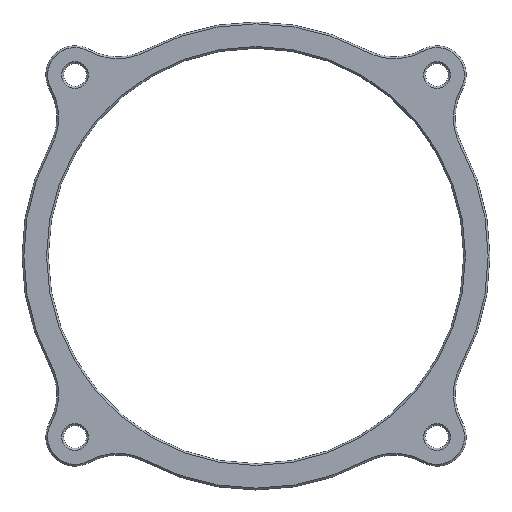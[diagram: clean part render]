
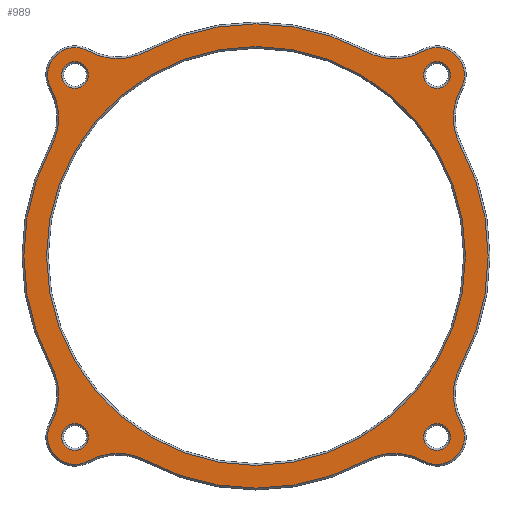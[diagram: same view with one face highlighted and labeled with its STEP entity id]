
A CAD part, top view. The second image highlights one B-rep face of the part: STEP entity #989.
In plain terms, the highlighted planar face has unit normal (0, 0, 1).
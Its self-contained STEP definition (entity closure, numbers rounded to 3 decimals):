
#15=FACE_BOUND('',#138,.T.);
#16=FACE_BOUND('',#139,.T.);
#17=FACE_BOUND('',#140,.T.);
#18=FACE_BOUND('',#141,.T.);
#19=FACE_BOUND('',#142,.T.);
#25=PLANE('',#1108);
#72=FACE_OUTER_BOUND('',#137,.T.);
#137=EDGE_LOOP('',(#725,#726,#727,#728,#729,#730,#731,#732,#733,#734,#735,
#736,#737,#738,#739,#740));
#138=EDGE_LOOP('',(#741));
#139=EDGE_LOOP('',(#742));
#140=EDGE_LOOP('',(#743));
#141=EDGE_LOOP('',(#744));
#142=EDGE_LOOP('',(#745));
#188=CIRCLE('',#1045,7.5);
#191=CIRCLE('',#1049,16.5);
#192=CIRCLE('',#1051,63.5);
#195=CIRCLE('',#1055,16.5);
#196=CIRCLE('',#1057,7.5);
#199=CIRCLE('',#1061,16.5);
#200=CIRCLE('',#1063,63.5);
#203=CIRCLE('',#1067,16.5);
#204=CIRCLE('',#1069,7.5);
#207=CIRCLE('',#1073,16.5);
#208=CIRCLE('',#1075,63.5);
#211=CIRCLE('',#1079,16.5);
#212=CIRCLE('',#1081,7.5);
#215=CIRCLE('',#1085,16.5);
#216=CIRCLE('',#1087,63.5);
#219=CIRCLE('',#1091,16.5);
#228=CIRCLE('',#1109,3.65);
#229=CIRCLE('',#1110,3.65);
#230=CIRCLE('',#1111,3.65);
#231=CIRCLE('',#1112,3.65);
#232=CIRCLE('',#1113,57.3);
#399=VERTEX_POINT('',#1559);
#400=VERTEX_POINT('',#1561);
#403=VERTEX_POINT('',#1569);
#405=VERTEX_POINT('',#1574);
#407=VERTEX_POINT('',#1581);
#409=VERTEX_POINT('',#1586);
#411=VERTEX_POINT('',#1593);
#413=VERTEX_POINT('',#1598);
#415=VERTEX_POINT('',#1605);
#417=VERTEX_POINT('',#1610);
#419=VERTEX_POINT('',#1617);
#421=VERTEX_POINT('',#1622);
#423=VERTEX_POINT('',#1629);
#425=VERTEX_POINT('',#1634);
#427=VERTEX_POINT('',#1641);
#429=VERTEX_POINT('',#1646);
#439=VERTEX_POINT('',#1688);
#440=VERTEX_POINT('',#1690);
#441=VERTEX_POINT('',#1692);
#442=VERTEX_POINT('',#1694);
#443=VERTEX_POINT('',#1696);
#483=EDGE_CURVE('',#399,#400,#188,.T.);
#488=EDGE_CURVE('',#403,#399,#191,.T.);
#490=EDGE_CURVE('',#405,#403,#192,.T.);
#494=EDGE_CURVE('',#407,#405,#195,.T.);
#496=EDGE_CURVE('',#409,#407,#196,.T.);
#500=EDGE_CURVE('',#411,#409,#199,.T.);
#502=EDGE_CURVE('',#413,#411,#200,.T.);
#506=EDGE_CURVE('',#415,#413,#203,.T.);
#508=EDGE_CURVE('',#417,#415,#204,.T.);
#512=EDGE_CURVE('',#419,#417,#207,.T.);
#514=EDGE_CURVE('',#421,#419,#208,.T.);
#518=EDGE_CURVE('',#423,#421,#211,.T.);
#520=EDGE_CURVE('',#425,#423,#212,.T.);
#524=EDGE_CURVE('',#427,#425,#215,.T.);
#526=EDGE_CURVE('',#429,#427,#216,.T.);
#529=EDGE_CURVE('',#400,#429,#219,.T.);
#547=EDGE_CURVE('',#439,#439,#228,.T.);
#548=EDGE_CURVE('',#440,#440,#229,.T.);
#549=EDGE_CURVE('',#441,#441,#230,.T.);
#550=EDGE_CURVE('',#442,#442,#231,.T.);
#551=EDGE_CURVE('',#443,#443,#232,.T.);
#725=ORIENTED_EDGE('',*,*,#483,.F.);
#726=ORIENTED_EDGE('',*,*,#488,.F.);
#727=ORIENTED_EDGE('',*,*,#490,.F.);
#728=ORIENTED_EDGE('',*,*,#494,.F.);
#729=ORIENTED_EDGE('',*,*,#496,.F.);
#730=ORIENTED_EDGE('',*,*,#500,.F.);
#731=ORIENTED_EDGE('',*,*,#502,.F.);
#732=ORIENTED_EDGE('',*,*,#506,.F.);
#733=ORIENTED_EDGE('',*,*,#508,.F.);
#734=ORIENTED_EDGE('',*,*,#512,.F.);
#735=ORIENTED_EDGE('',*,*,#514,.F.);
#736=ORIENTED_EDGE('',*,*,#518,.F.);
#737=ORIENTED_EDGE('',*,*,#520,.F.);
#738=ORIENTED_EDGE('',*,*,#524,.F.);
#739=ORIENTED_EDGE('',*,*,#526,.F.);
#740=ORIENTED_EDGE('',*,*,#529,.F.);
#741=ORIENTED_EDGE('',*,*,#547,.F.);
#742=ORIENTED_EDGE('',*,*,#548,.F.);
#743=ORIENTED_EDGE('',*,*,#549,.F.);
#744=ORIENTED_EDGE('',*,*,#550,.F.);
#745=ORIENTED_EDGE('',*,*,#551,.F.);
#989=ADVANCED_FACE('',(#72,#15,#16,#17,#18,#19),#25,.T.);
#1045=AXIS2_PLACEMENT_3D('',#1562,#1198,#1199);
#1049=AXIS2_PLACEMENT_3D('',#1571,#1208,#1209);
#1051=AXIS2_PLACEMENT_3D('',#1576,#1213,#1214);
#1055=AXIS2_PLACEMENT_3D('',#1583,#1222,#1223);
#1057=AXIS2_PLACEMENT_3D('',#1588,#1227,#1228);
#1061=AXIS2_PLACEMENT_3D('',#1595,#1236,#1237);
#1063=AXIS2_PLACEMENT_3D('',#1600,#1241,#1242);
#1067=AXIS2_PLACEMENT_3D('',#1607,#1250,#1251);
#1069=AXIS2_PLACEMENT_3D('',#1612,#1255,#1256);
#1073=AXIS2_PLACEMENT_3D('',#1619,#1264,#1265);
#1075=AXIS2_PLACEMENT_3D('',#1624,#1269,#1270);
#1079=AXIS2_PLACEMENT_3D('',#1631,#1278,#1279);
#1081=AXIS2_PLACEMENT_3D('',#1636,#1283,#1284);
#1085=AXIS2_PLACEMENT_3D('',#1643,#1292,#1293);
#1087=AXIS2_PLACEMENT_3D('',#1648,#1297,#1298);
#1091=AXIS2_PLACEMENT_3D('',#1652,#1305,#1306);
#1108=AXIS2_PLACEMENT_3D('',#1687,#1348,#1349);
#1109=AXIS2_PLACEMENT_3D('',#1689,#1350,#1351);
#1110=AXIS2_PLACEMENT_3D('',#1691,#1352,#1353);
#1111=AXIS2_PLACEMENT_3D('',#1693,#1354,#1355);
#1112=AXIS2_PLACEMENT_3D('',#1695,#1356,#1357);
#1113=AXIS2_PLACEMENT_3D('',#1697,#1358,#1359);
#1198=DIRECTION('center_axis',(0.,0.,-1.));
#1199=DIRECTION('ref_axis',(-0.707,-0.707,0.));
#1208=DIRECTION('center_axis',(0.,0.,1.));
#1209=DIRECTION('ref_axis',(-0.874,-0.485,0.));
#1213=DIRECTION('center_axis',(0.,0.,-1.));
#1214=DIRECTION('ref_axis',(0.79,-0.613,0.));
#1222=DIRECTION('center_axis',(0.,0.,1.));
#1223=DIRECTION('ref_axis',(-0.881,-0.473,0.));
#1227=DIRECTION('center_axis',(0.,0.,-1.));
#1228=DIRECTION('ref_axis',(0.707,-0.707,0.));
#1236=DIRECTION('center_axis',(0.,0.,1.));
#1237=DIRECTION('ref_axis',(0.485,-0.874,0.));
#1241=DIRECTION('center_axis',(0.,0.,-1.));
#1242=DIRECTION('ref_axis',(0.613,0.79,0.));
#1250=DIRECTION('center_axis',(0.,0.,1.));
#1251=DIRECTION('ref_axis',(0.473,-0.881,0.));
#1255=DIRECTION('center_axis',(0.,0.,-1.));
#1256=DIRECTION('ref_axis',(0.707,0.707,0.));
#1264=DIRECTION('center_axis',(0.,0.,1.));
#1265=DIRECTION('ref_axis',(0.874,0.485,0.));
#1269=DIRECTION('center_axis',(0.,0.,-1.));
#1270=DIRECTION('ref_axis',(-0.79,0.613,0.));
#1278=DIRECTION('center_axis',(0.,0.,1.));
#1279=DIRECTION('ref_axis',(0.881,0.473,0.));
#1283=DIRECTION('center_axis',(0.,0.,-1.));
#1284=DIRECTION('ref_axis',(-0.707,0.707,0.));
#1292=DIRECTION('center_axis',(0.,0.,1.));
#1293=DIRECTION('ref_axis',(-0.485,0.874,0.));
#1297=DIRECTION('center_axis',(0.,0.,-1.));
#1298=DIRECTION('ref_axis',(-0.613,-0.79,0.));
#1305=DIRECTION('center_axis',(0.,0.,1.));
#1306=DIRECTION('ref_axis',(-0.473,0.881,0.));
#1348=DIRECTION('center_axis',(0.,0.,1.));
#1349=DIRECTION('ref_axis',(1.,0.,0.));
#1350=DIRECTION('center_axis',(0.,0.,1.));
#1351=DIRECTION('ref_axis',(1.,0.,0.));
#1352=DIRECTION('center_axis',(0.,0.,1.));
#1353=DIRECTION('ref_axis',(1.,0.,0.));
#1354=DIRECTION('center_axis',(0.,0.,1.));
#1355=DIRECTION('ref_axis',(-1.,0.,0.));
#1356=DIRECTION('center_axis',(0.,0.,1.));
#1357=DIRECTION('ref_axis',(0.,1.,0.));
#1358=DIRECTION('center_axis',(0.,0.,1.));
#1359=DIRECTION('ref_axis',(1.,0.,0.));
#1559=CARTESIAN_POINT('',(56.055,-45.857,4.));
#1561=CARTESIAN_POINT('',(45.857,-56.055,4.));
#1562=CARTESIAN_POINT('Origin',(49.497,-49.497,4.));
#1569=CARTESIAN_POINT('',(55.944,-30.042,4.));
#1571=CARTESIAN_POINT('Origin',(70.481,-37.848,4.));
#1574=CARTESIAN_POINT('',(55.944,30.042,4.));
#1576=CARTESIAN_POINT('Origin',(0.,0.,4.));
#1581=CARTESIAN_POINT('',(56.055,45.857,4.));
#1583=CARTESIAN_POINT('Origin',(70.481,37.848,4.));
#1586=CARTESIAN_POINT('',(45.857,56.055,4.));
#1588=CARTESIAN_POINT('Origin',(49.497,49.497,4.));
#1593=CARTESIAN_POINT('',(30.042,55.944,4.));
#1595=CARTESIAN_POINT('Origin',(37.848,70.481,4.));
#1598=CARTESIAN_POINT('',(-30.042,55.944,4.));
#1600=CARTESIAN_POINT('Origin',(0.,0.,4.));
#1605=CARTESIAN_POINT('',(-45.857,56.055,4.));
#1607=CARTESIAN_POINT('Origin',(-37.848,70.481,4.));
#1610=CARTESIAN_POINT('',(-56.055,45.857,4.));
#1612=CARTESIAN_POINT('Origin',(-49.497,49.497,4.));
#1617=CARTESIAN_POINT('',(-55.944,30.042,4.));
#1619=CARTESIAN_POINT('Origin',(-70.481,37.848,4.));
#1622=CARTESIAN_POINT('',(-55.944,-30.042,4.));
#1624=CARTESIAN_POINT('Origin',(0.,0.,4.));
#1629=CARTESIAN_POINT('',(-56.055,-45.857,4.));
#1631=CARTESIAN_POINT('Origin',(-70.481,-37.848,4.));
#1634=CARTESIAN_POINT('',(-45.857,-56.055,4.));
#1636=CARTESIAN_POINT('Origin',(-49.497,-49.497,4.));
#1641=CARTESIAN_POINT('',(-30.042,-55.944,4.));
#1643=CARTESIAN_POINT('Origin',(-37.848,-70.481,4.));
#1646=CARTESIAN_POINT('',(30.042,-55.944,4.));
#1648=CARTESIAN_POINT('Origin',(0.,0.,4.));
#1652=CARTESIAN_POINT('Origin',(37.848,-70.481,4.));
#1687=CARTESIAN_POINT('Origin',(0.,0.,
4.));
#1688=CARTESIAN_POINT('',(45.847,49.497,4.));
#1689=CARTESIAN_POINT('Origin',(49.497,49.497,4.));
#1690=CARTESIAN_POINT('',(45.847,-49.497,4.));
#1691=CARTESIAN_POINT('Origin',(49.497,-49.497,4.));
#1692=CARTESIAN_POINT('',(-45.847,-49.497,4.));
#1693=CARTESIAN_POINT('Origin',(-49.497,-49.497,4.));
#1694=CARTESIAN_POINT('',(-49.497,45.847,4.));
#1695=CARTESIAN_POINT('Origin',(-49.497,49.497,4.));
#1696=CARTESIAN_POINT('',(-57.3,0.,4.));
#1697=CARTESIAN_POINT('Origin',(0.,0.,4.));
